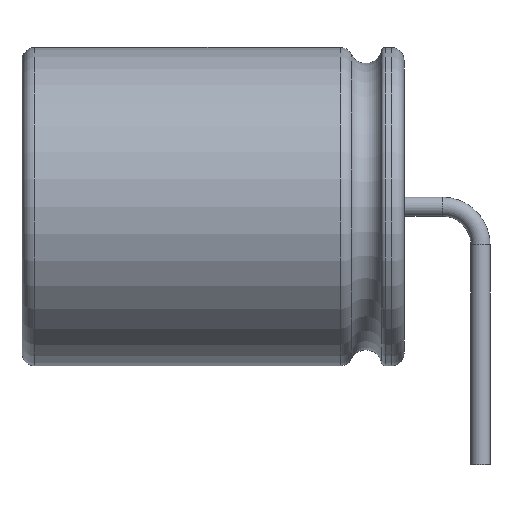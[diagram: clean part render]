
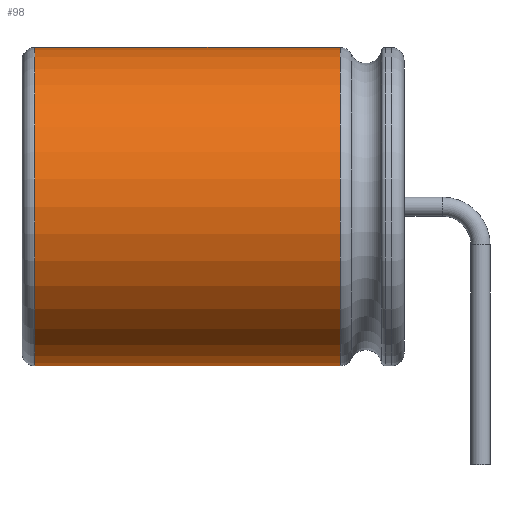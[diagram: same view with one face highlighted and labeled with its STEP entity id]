
A CAD part, left-side view. The second image highlights one B-rep face of the part: STEP entity #98.
In plain terms, the highlighted cylindrical face has radius 5 mm (diameter 10 mm), a partial arc.
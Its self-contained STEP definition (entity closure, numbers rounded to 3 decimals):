
#98=ADVANCED_FACE('',(#907),#909,.T.);
#907=FACE_BOUND('',#908,.T.);
#908=EDGE_LOOP('',(#1571,#1572,#1573,#1574,#1575,#1576,#1577,#1578,#1579,#1580,#1581,
#1582,#1583,#1584,#1585,#1586,#1587,#1588,#1589,#1590));
#909=CYLINDRICAL_SURFACE('',#910,5.);
#910=AXIS2_PLACEMENT_3D('',#911,#912,#913);
#911=CARTESIAN_POINT('',(0.,4.406,5.1));
#912=DIRECTION('',(0.,1.,0.));
#913=DIRECTION('',(1.,0.,0.));
#1571=ORIENTED_EDGE('',*,*,#2049,.T.);
#1572=ORIENTED_EDGE('',*,*,#2050,.T.);
#1573=ORIENTED_EDGE('',*,*,#2030,.F.);
#1574=ORIENTED_EDGE('',*,*,#2051,.T.);
#1575=ORIENTED_EDGE('',*,*,#2052,.T.);
#1576=ORIENTED_EDGE('',*,*,#2053,.T.);
#1577=ORIENTED_EDGE('',*,*,#2054,.F.);
#1578=ORIENTED_EDGE('',*,*,#2055,.T.);
#1579=ORIENTED_EDGE('',*,*,#2056,.F.);
#1580=ORIENTED_EDGE('',*,*,#2057,.T.);
#1581=ORIENTED_EDGE('',*,*,#2058,.T.);
#1582=ORIENTED_EDGE('',*,*,#2059,.T.);
#1583=ORIENTED_EDGE('',*,*,#2039,.F.);
#1584=ORIENTED_EDGE('',*,*,#2060,.T.);
#1585=ORIENTED_EDGE('',*,*,#2061,.T.);
#1586=ORIENTED_EDGE('',*,*,#2062,.T.);
#1587=ORIENTED_EDGE('',*,*,#2048,.F.);
#1588=ORIENTED_EDGE('',*,*,#2063,.F.);
#1589=ORIENTED_EDGE('',*,*,#2032,.F.);
#1590=ORIENTED_EDGE('',*,*,#2064,.T.);
#2030=EDGE_CURVE('',#2284,#2279,#2286,.T.);
#2032=EDGE_CURVE('',#2288,#2290,#2291,.T.);
#2039=EDGE_CURVE('',#2301,#2303,#2304,.F.);
#2048=EDGE_CURVE('',#2318,#2308,#2320,.F.);
#2049=EDGE_CURVE('',#2321,#2322,#2323,.F.);
#2050=EDGE_CURVE('',#2322,#2279,#2324,.F.);
#2051=EDGE_CURVE('',#2284,#2325,#2326,.T.);
#2052=EDGE_CURVE('',#2325,#2327,#2328,.F.);
#2053=EDGE_CURVE('',#2327,#2329,#2330,.F.);
#2054=EDGE_CURVE('',#2331,#2329,#2332,.T.);
#2055=EDGE_CURVE('',#2331,#2333,#2334,.T.);
#2056=EDGE_CURVE('',#2335,#2333,#2336,.F.);
#2057=EDGE_CURVE('',#2335,#2337,#2338,.F.);
#2058=EDGE_CURVE('',#2337,#2339,#2340,.T.);
#2059=EDGE_CURVE('',#2339,#2303,#2341,.T.);
#2060=EDGE_CURVE('',#2301,#2342,#2343,.F.);
#2061=EDGE_CURVE('',#2342,#2344,#2345,.T.);
#2062=EDGE_CURVE('',#2344,#2308,#2346,.T.);
#2063=EDGE_CURVE('',#2290,#2318,#2347,.T.);
#2064=EDGE_CURVE('',#2288,#2321,#2348,.T.);
#2279=VERTEX_POINT('',#2730);
#2284=VERTEX_POINT('',#2739);
#2286=LINE('',#2743,#2744);
#2288=VERTEX_POINT('',#2747);
#2290=VERTEX_POINT('',#2751);
#2291=LINE('',#2752,#2753);
#2301=VERTEX_POINT('',#2775);
#2303=VERTEX_POINT('',#2779);
#2304=LINE('',#2780,#2781);
#2308=VERTEX_POINT('',#2790);
#2318=VERTEX_POINT('',#2810);
#2320=LINE('',#2815,#2816);
#2321=VERTEX_POINT('',#2818);
#2322=VERTEX_POINT('',#2819);
#2323=LINE('',#2820,#2821);
#2324=(BOUNDED_CURVE()B_SPLINE_CURVE(3,
(#2823,#2824,#2825,#2826),
.UNSPECIFIED.,.F.,.F.)B_SPLINE_CURVE_WITH_KNOTS((4,4),
(0.,1.),
.UNSPECIFIED.)CURVE()GEOMETRIC_REPRESENTATION_ITEM()RATIONAL_B_SPLINE_CURVE((1.,
1.,1.,1.))REPRESENTATION_ITEM(''));
#2325=VERTEX_POINT('',#2827);
#2326=(BOUNDED_CURVE()B_SPLINE_CURVE(3,
(#2828,#2829,#2830,#2831),
.UNSPECIFIED.,.F.,.F.)B_SPLINE_CURVE_WITH_KNOTS((4,4),
(0.,1.),
.UNSPECIFIED.)CURVE()GEOMETRIC_REPRESENTATION_ITEM()RATIONAL_B_SPLINE_CURVE((1.,
1.,1.,1.))REPRESENTATION_ITEM(''));
#2327=VERTEX_POINT('',#2832);
#2328=LINE('',#2833,#2834);
#2329=VERTEX_POINT('',#2836);
#2330=(BOUNDED_CURVE()B_SPLINE_CURVE(3,
(#2837,#2838,#2839,#2840),
.UNSPECIFIED.,.F.,.F.)B_SPLINE_CURVE_WITH_KNOTS((4,4),
(0.,1.),
.UNSPECIFIED.)CURVE()GEOMETRIC_REPRESENTATION_ITEM()RATIONAL_B_SPLINE_CURVE((1.,
1.,1.,1.))REPRESENTATION_ITEM(''));
#2331=VERTEX_POINT('',#2841);
#2332=LINE('',#2842,#2843);
#2333=VERTEX_POINT('',#2845);
#2334=CIRCLE('',#2846,5.);
#2335=VERTEX_POINT('',#2850);
#2336=LINE('',#2851,#2852);
#2337=VERTEX_POINT('',#2854);
#2338=(BOUNDED_CURVE()B_SPLINE_CURVE(3,
(#2855,#2856,#2857,#2858),
.UNSPECIFIED.,.F.,.F.)B_SPLINE_CURVE_WITH_KNOTS((4,4),
(0.,1.),
.UNSPECIFIED.)CURVE()GEOMETRIC_REPRESENTATION_ITEM()RATIONAL_B_SPLINE_CURVE((1.,
1.,1.,1.))REPRESENTATION_ITEM(''));
#2339=VERTEX_POINT('',#2859);
#2340=LINE('',#2860,#2861);
#2341=(BOUNDED_CURVE()B_SPLINE_CURVE(3,
(#2863,#2864,#2865,#2866),
.UNSPECIFIED.,.F.,.F.)B_SPLINE_CURVE_WITH_KNOTS((4,4),
(0.,1.),
.UNSPECIFIED.)CURVE()GEOMETRIC_REPRESENTATION_ITEM()RATIONAL_B_SPLINE_CURVE((1.,
1.,1.,1.))REPRESENTATION_ITEM(''));
#2342=VERTEX_POINT('',#2867);
#2343=(BOUNDED_CURVE()B_SPLINE_CURVE(3,
(#2868,#2869,#2870,#2871),
.UNSPECIFIED.,.F.,.F.)B_SPLINE_CURVE_WITH_KNOTS((4,4),
(0.,1.),
.UNSPECIFIED.)CURVE()GEOMETRIC_REPRESENTATION_ITEM()RATIONAL_B_SPLINE_CURVE((1.,
1.,1.,1.))REPRESENTATION_ITEM(''));
#2344=VERTEX_POINT('',#2872);
#2345=LINE('',#2873,#2874);
#2346=(BOUNDED_CURVE()B_SPLINE_CURVE(3,
(#2876,#2877,#2878,#2879),
.UNSPECIFIED.,.F.,.F.)B_SPLINE_CURVE_WITH_KNOTS((4,4),
(0.,1.),
.UNSPECIFIED.)CURVE()GEOMETRIC_REPRESENTATION_ITEM()RATIONAL_B_SPLINE_CURVE((1.,
1.,1.,1.))REPRESENTATION_ITEM(''));
#2347=CIRCLE('',#2880,5.);
#2348=(BOUNDED_CURVE()B_SPLINE_CURVE(3,
(#2884,#2885,#2886,#2887),
.UNSPECIFIED.,.F.,.F.)B_SPLINE_CURVE_WITH_KNOTS((4,4),
(0.,1.),
.UNSPECIFIED.)CURVE()GEOMETRIC_REPRESENTATION_ITEM()RATIONAL_B_SPLINE_CURVE((1.,
1.,1.,1.))REPRESENTATION_ITEM(''));
#2730=CARTESIAN_POINT('',(4.698,12.564,3.39));
#2739=CARTESIAN_POINT('',(4.698,6.097,3.39));
#2743=CARTESIAN_POINT('',(4.698,6.097,3.39));
#2744=VECTOR('',#2745,1.);
#2745=DIRECTION('',(0.,1.,0.));
#2747=CARTESIAN_POINT('',(4.698,12.764,3.39));
#2751=CARTESIAN_POINT('',(4.698,14.,3.39));
#2752=CARTESIAN_POINT('',(4.698,12.764,3.39));
#2753=VECTOR('',#2754,1.);
#2754=DIRECTION('',(0.,1.,0.));
#2775=CARTESIAN_POINT('',(4.698,12.564,6.81));
#2779=CARTESIAN_POINT('',(4.698,6.097,6.81));
#2780=CARTESIAN_POINT('',(4.698,6.097,6.81));
#2781=VECTOR('',#2782,1.);
#2782=DIRECTION('',(0.,1.,0.));
#2790=CARTESIAN_POINT('',(4.698,12.764,6.81));
#2810=CARTESIAN_POINT('',(4.698,14.,6.81));
#2815=CARTESIAN_POINT('',(4.698,12.764,6.81));
#2816=VECTOR('',#2817,1.);
#2817=DIRECTION('',(0.,1.,0.));
#2818=CARTESIAN_POINT('',(4.698,12.764,3.39));
#2819=CARTESIAN_POINT('',(4.698,12.564,3.39));
#2820=CARTESIAN_POINT('',(4.698,12.564,3.39));
#2821=VECTOR('',#2822,1.);
#2822=DIRECTION('',(0.,1.,0.));
#2823=CARTESIAN_POINT('',(4.698,12.564,3.39));
#2824=CARTESIAN_POINT('',(4.698,12.564,3.39));
#2825=CARTESIAN_POINT('',(4.698,12.564,3.39));
#2826=CARTESIAN_POINT('',(4.698,12.564,3.39));
#2827=CARTESIAN_POINT('',(4.698,6.098,3.39));
#2828=CARTESIAN_POINT('',(4.698,6.097,3.39));
#2829=CARTESIAN_POINT('',(4.698,6.098,3.39));
#2830=CARTESIAN_POINT('',(4.698,6.098,3.39));
#2831=CARTESIAN_POINT('',(4.698,6.098,3.39));
#2832=CARTESIAN_POINT('',(4.698,5.898,3.39));
#2833=CARTESIAN_POINT('',(4.698,5.898,3.39));
#2834=VECTOR('',#2835,1.);
#2835=DIRECTION('',(0.,1.,0.));
#2836=CARTESIAN_POINT('',(4.698,5.897,3.39));
#2837=CARTESIAN_POINT('',(4.698,5.897,3.39));
#2838=CARTESIAN_POINT('',(4.698,5.898,3.39));
#2839=CARTESIAN_POINT('',(4.698,5.898,3.39));
#2840=CARTESIAN_POINT('',(4.698,5.898,3.39));
#2841=CARTESIAN_POINT('',(4.698,4.406,3.39));
#2842=CARTESIAN_POINT('',(4.698,4.406,3.39));
#2843=VECTOR('',#2844,1.);
#2844=DIRECTION('',(0.,1.,0.));
#2845=CARTESIAN_POINT('',(4.698,4.406,6.81));
#2846=AXIS2_PLACEMENT_3D('',#2847,#2848,#2849);
#2847=CARTESIAN_POINT('',(0.,4.406,5.1));
#2848=DIRECTION('',(0.,1.,0.));
#2849=DIRECTION('',(0.94,0.,-0.342));
#2850=CARTESIAN_POINT('',(4.698,5.897,6.81));
#2851=CARTESIAN_POINT('',(4.698,4.406,6.81));
#2852=VECTOR('',#2853,1.);
#2853=DIRECTION('',(0.,1.,0.));
#2854=CARTESIAN_POINT('',(4.698,5.898,6.81));
#2855=CARTESIAN_POINT('',(4.698,5.898,6.81));
#2856=CARTESIAN_POINT('',(4.698,5.898,6.81));
#2857=CARTESIAN_POINT('',(4.698,5.898,6.81));
#2858=CARTESIAN_POINT('',(4.698,5.897,6.81));
#2859=CARTESIAN_POINT('',(4.698,6.098,6.81));
#2860=CARTESIAN_POINT('',(4.698,5.898,6.81));
#2861=VECTOR('',#2862,1.);
#2862=DIRECTION('',(0.,1.,0.));
#2863=CARTESIAN_POINT('',(4.698,6.098,6.81));
#2864=CARTESIAN_POINT('',(4.698,6.098,6.81));
#2865=CARTESIAN_POINT('',(4.698,6.098,6.81));
#2866=CARTESIAN_POINT('',(4.698,6.097,6.81));
#2867=CARTESIAN_POINT('',(4.698,12.564,6.81));
#2868=CARTESIAN_POINT('',(4.698,12.564,6.81));
#2869=CARTESIAN_POINT('',(4.698,12.564,6.81));
#2870=CARTESIAN_POINT('',(4.698,12.564,6.81));
#2871=CARTESIAN_POINT('',(4.698,12.564,6.81));
#2872=CARTESIAN_POINT('',(4.698,12.764,6.81));
#2873=CARTESIAN_POINT('',(4.698,12.564,6.81));
#2874=VECTOR('',#2875,1.);
#2875=DIRECTION('',(0.,1.,0.));
#2876=CARTESIAN_POINT('',(4.698,12.764,6.81));
#2877=CARTESIAN_POINT('',(4.698,12.764,6.81));
#2878=CARTESIAN_POINT('',(4.698,12.764,6.81));
#2879=CARTESIAN_POINT('',(4.698,12.764,6.81));
#2880=AXIS2_PLACEMENT_3D('',#2881,#2882,#2883);
#2881=CARTESIAN_POINT('',(0.,14.,5.1));
#2882=DIRECTION('',(0.,1.,0.));
#2883=DIRECTION('',(0.94,0.,-0.342));
#2884=CARTESIAN_POINT('',(4.698,12.764,3.39));
#2885=CARTESIAN_POINT('',(4.698,12.764,3.39));
#2886=CARTESIAN_POINT('',(4.698,12.764,3.39));
#2887=CARTESIAN_POINT('',(4.698,12.764,3.39));
